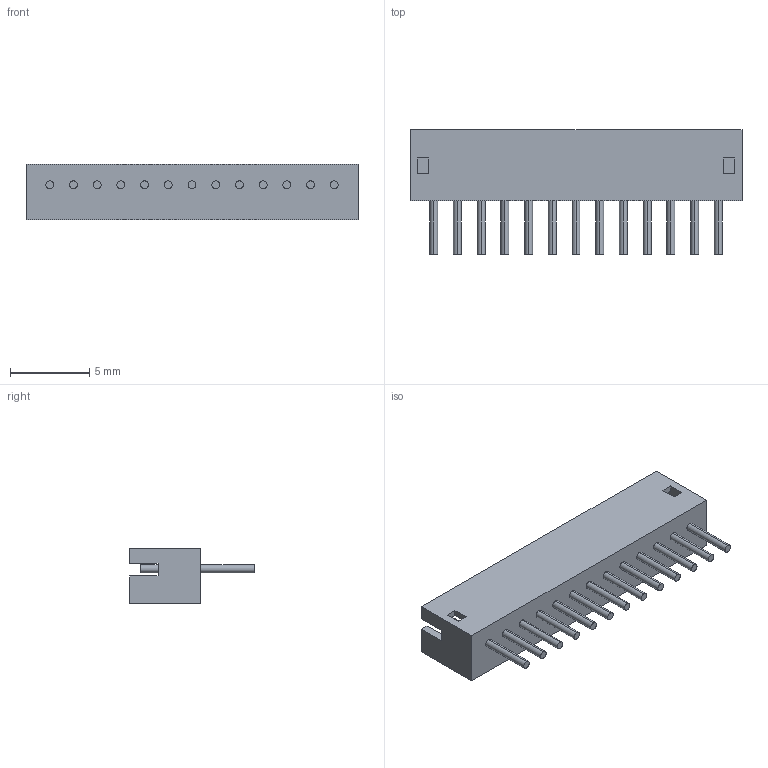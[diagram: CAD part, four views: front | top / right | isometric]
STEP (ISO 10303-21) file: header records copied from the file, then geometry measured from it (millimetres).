
FILE_DESCRIPTION (( 'STEP AP214' ), '1' );
FILE_NAME ('B13B-ZR-3.4.STEP', '2010-06-16T04:56:50', ( ' ' ), ( ' ' ), 'SwSTEP 2.0', 'SolidWorks 2005235', '' );
FILE_SCHEMA (( 'AUTOMOTIVE_DESIGN' ));
Length unit declared in the file: millimetre
Products named in the file (1): B13B-ZR-3.4
Bounding box: 21 x 7.9 x 3.5 mm (x, y, z)
Volume: 169 mm3; surface area: 633.6 mm2
Topology: 1 solids, 1 shells, 104 faces, 234 edges, 156 vertices
Faces by surface type: cylinder 52, plane 52
Entity records: 4117 total; most frequent: DIRECTION 548, CARTESIAN_POINT 495, ORIENTED_EDGE 468, EDGE_CURVE 234, AXIS2_PLACEMENT_3D 209, VERTEX_POINT 156, EDGE_LOOP 132, VECTOR 130
